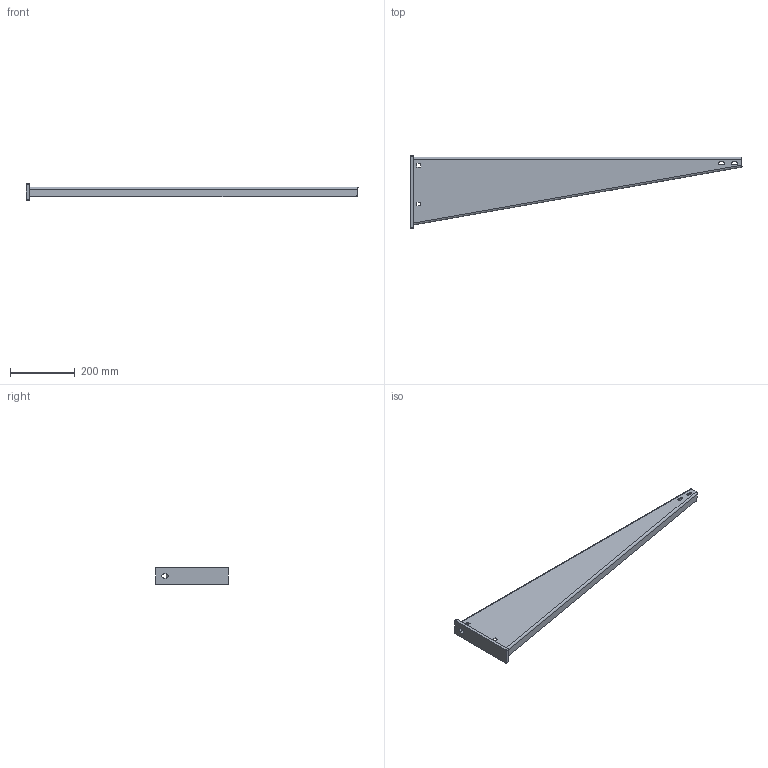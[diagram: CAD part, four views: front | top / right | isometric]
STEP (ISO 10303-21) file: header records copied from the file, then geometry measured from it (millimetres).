
FILE_DESCRIPTION((''),'2;1');
FILE_NAME('713000_ASM','2019-03-18T10:56:22',('tomasz.grudniewski'),(''),'CREO PARAMETRIC BY PTC INC, 2018500','CREO PARAMETRIC BY PTC INC, 2018500','');
FILE_SCHEMA(('CONFIG_CONTROL_DESIGN'));
Length unit declared in the file: millimetre
Products named in the file (3): 225PODSTAWA_PRT; WWCT1000_PRT; 713000_ASM
Assembly tree (2 placements, depth 2):
  713000_ASM
    225PODSTAWA_PRT
    WWCT1000_PRT
Bounding box: 1025.2 x 225 x 50 mm (x, y, z)
Volume: 616808 mm3; surface area: 375739.2 mm2
Topology: 2 solids, 2 shells, 150 faces, 422 edges, 276 vertices
Faces by surface type: plane 85, cylinder 64, bspline 1
Entity records: 5033 total; most frequent: CARTESIAN_POINT 893, DIRECTION 854, ORIENTED_EDGE 844, EDGE_CURVE 422, VECTOR 294, LINE 294, AXIS2_PLACEMENT_3D 280, VERTEX_POINT 276
